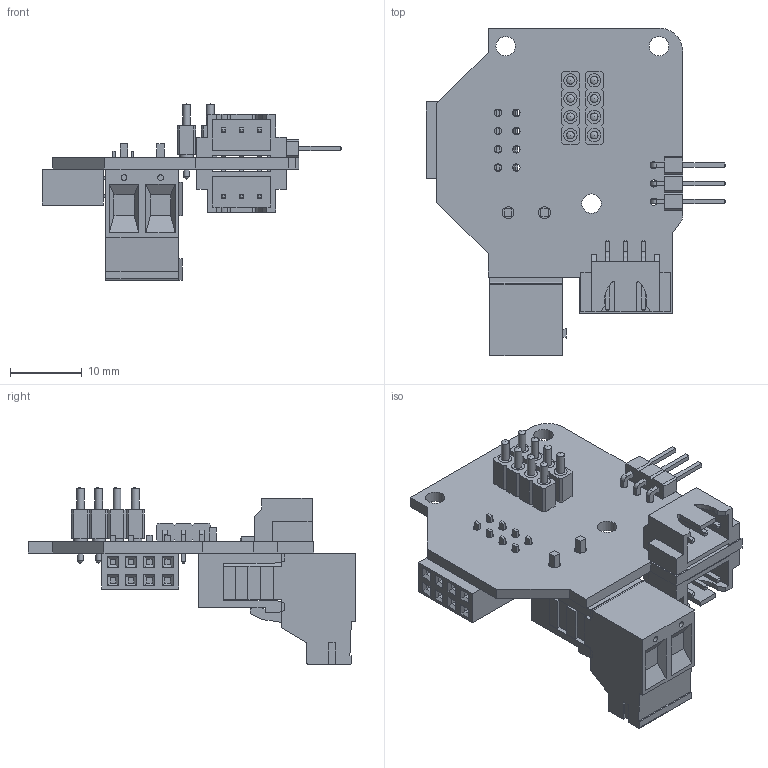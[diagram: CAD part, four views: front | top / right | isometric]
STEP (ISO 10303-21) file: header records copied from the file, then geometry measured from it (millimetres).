
FILE_DESCRIPTION(('FreeCAD Model'),'2;1');
FILE_NAME('Open CASCADE Shape Model','2021-01-20T19:46:28',('Author'),( ''),'Open CASCADE STEP processor 7.4','FreeCAD','Unknown');
FILE_SCHEMA(('AUTOMOTIVE_DESIGN { 1 0 10303 214 1 1 1 1 }'));
Length unit declared in the file: millimetre
Products named in the file (14): toolboard2; Board_Geoms_4742; Local_CS_4742; Pcb_4742; PCB_Sketch_4742; Step_Models_4742; Top_4742; J8_811-S1-004-10-017_6005AF96; JP0_PinHeader_1x03_P254mm_Horizontal_6005AD56; J4_JST-XH_SMT_1x3_6005AE06; Bot_4742; J3_ssw-104-02-g-d-ra_6005AFCC; J5_C-282815-2_6005AF65; J5_C-282807-2_6005AF65[2]
Assembly tree (15 placements, depth 4):
  toolboard2
    Board_Geoms_4742
      Local_CS_4742
      Pcb_4742
      PCB_Sketch_4742
    Step_Models_4742
      Top_4742
        J8_811-S1-004-10-017_6005AF96  x2
        JP0_PinHeader_1x03_P254mm_Horizontal_6005AD56
        J4_JST-XH_SMT_1x3_6005AE06
      Bot_4742
        J3_ssw-104-02-g-d-ra_6005AFCC
        J4_JST-XH_SMT_1x3_6005AE06
        J5_C-282815-2_6005AF65
        J5_C-282807-2_6005AF65[2]
Bounding box: 41.72 x 45.57 x 24.6 mm (x, y, z)
Volume: 5251.6 mm3; surface area: 7417.9 mm2
Topology: 29 solids, 29 shells, 812 faces, 2013 edges, 1318 vertices
Faces by surface type: plane 665, cylinder 115, sphere 16, cone 8, bspline 8
Full cylindrical faces by diameter (mm): 0.8 x8, 1 x11, 1.04 x8, 1.07 x8, 1.65 x2, 1.83 x8, 2.7 x3
Entity records: 22703 total; most frequent: CARTESIAN_POINT 3655, ORIENTED_EDGE 3218, DIRECTION 3157, EDGE_CURVE 1609, LINE 1381, VECTOR 1381, VERTEX_POINT 1046, AXIS2_PLACEMENT_3D 888
